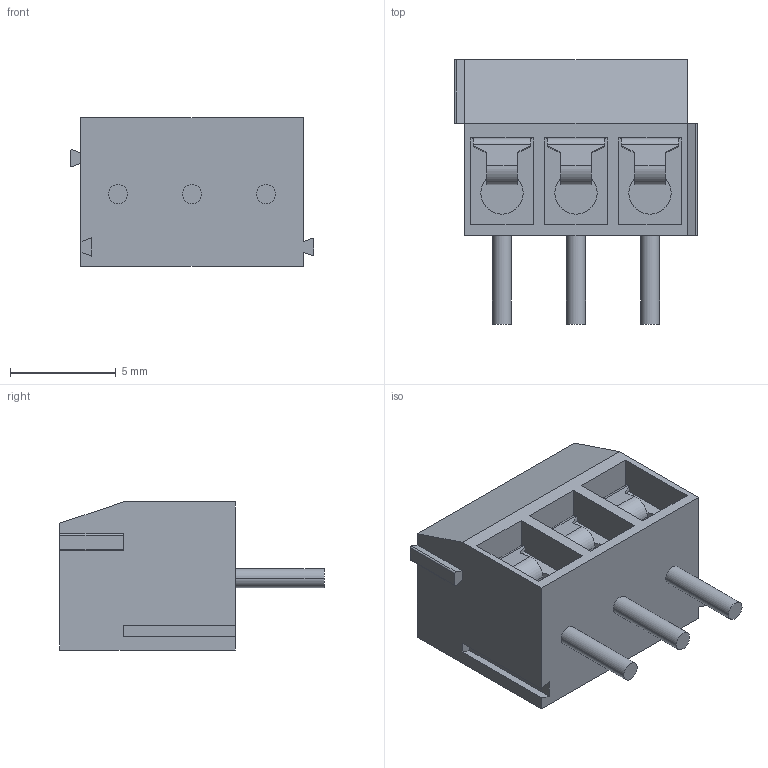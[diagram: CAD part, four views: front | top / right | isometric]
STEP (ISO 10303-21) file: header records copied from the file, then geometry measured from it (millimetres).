
FILE_DESCRIPTION((''),'2;1');
FILE_NAME('C-1776275-3','2014-05-16T',('workeradm'),('Tyco Electronics Ltd.'),'PRO/ENGINEER BY PARAMETRIC TECHNOLOGY CORPORATION, 2013050','PRO/ENGINEER BY PARAMETRIC TECHNOLOGY CORPORATION, 2013050','');
FILE_SCHEMA(('AUTOMOTIVE_DESIGN { 1 0 10303 214 1 1 1 1 }'));
Length unit declared in the file: millimetre
Products named in the file (1): C-1776275-3
Bounding box: 11.5 x 12.5 x 7 mm (x, y, z)
Volume: 524 mm3; surface area: 634.4 mm2
Topology: 1 solids, 1 shells, 180 faces, 483 edges, 314 vertices
Faces by surface type: plane 140, cylinder 34, bspline 6
Entity records: 5899 total; most frequent: CARTESIAN_POINT 1177, ORIENTED_EDGE 966, DIRECTION 899, EDGE_CURVE 483, VECTOR 391, LINE 391, VERTEX_POINT 314, AXIS2_PLACEMENT_3D 254
